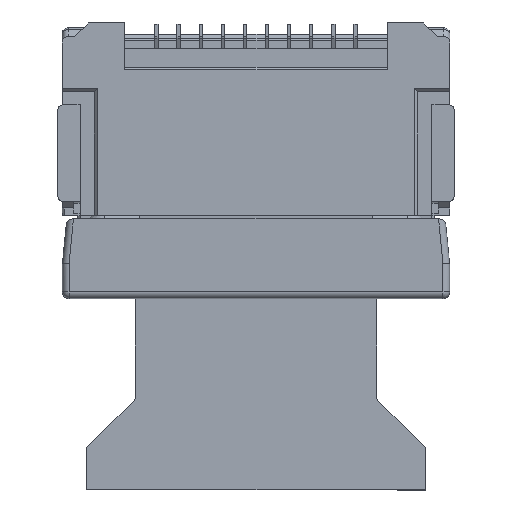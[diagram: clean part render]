
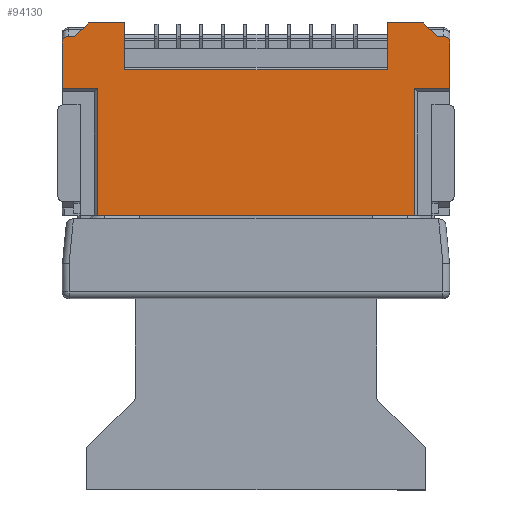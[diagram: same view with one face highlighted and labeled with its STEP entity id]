
A CAD part, top view. The second image highlights one B-rep face of the part: STEP entity #94130.
In plain terms, the highlighted face is planar.
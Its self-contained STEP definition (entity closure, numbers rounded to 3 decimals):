
#92130=CARTESIAN_POINT('',(89.67,-45.971,
-6.13));
#92140=VERTEX_POINT('',#92130);
#92170=CARTESIAN_POINT('',(88.07,-45.971,
-6.13));
#92180=DIRECTION('',(1.,0.,0.));
#92190=VECTOR('',#92180,1.);
#92200=LINE('',#92170,#92190);
#92210=CARTESIAN_POINT('',(88.07,-45.971,
-6.13));
#92220=VERTEX_POINT('',#92210);
#92230=EDGE_CURVE('',#92220,#92140,#92200,.T.);
#92390=CARTESIAN_POINT('',(88.07,-45.971,
-6.13));
#92400=DIRECTION('',(0.,-1.,0.));
#92410=VECTOR('',#92400,1.);
#92420=LINE('',#92390,#92410);
#92430=CARTESIAN_POINT('',(88.07,-51.721,
-6.13));
#92440=VERTEX_POINT('',#92430);
#92450=EDGE_CURVE('',#92220,#92440,#92420,.T.);
#92580=CARTESIAN_POINT('',(77.655,-45.881,
-6.13));
#92590=DIRECTION('',(0.,0.,-1.));
#92600=DIRECTION('',(1.,0.,0.));
#92610=AXIS2_PLACEMENT_3D('',#92580,#92590,#92600);
#92620=PLANE('',#92610);
#92630=ORIENTED_EDGE('',*,*,#92450,.T.);
#92640=ORIENTED_EDGE('',*,*,#92230,.F.);
#92650=CARTESIAN_POINT('',(89.67,-43.921,
-6.13));
#92660=DIRECTION('',(0.,-1.,0.));
#92670=VECTOR('',#92660,1.);
#92680=LINE('',#92650,#92670);
#92690=CARTESIAN_POINT('',(89.67,-43.921,
-6.13));
#92700=VERTEX_POINT('',#92690);
#92710=EDGE_CURVE('',#92700,#92140,#92680,.T.);
#92720=ORIENTED_EDGE('',*,*,#92710,.T.);
#92730=CARTESIAN_POINT('',(89.37,-43.921,
-6.13));
#92740=DIRECTION('',(0.,0.,-1.));
#92750=DIRECTION('',(0.,1.,0.));
#92760=AXIS2_PLACEMENT_3D('',#92730,#92740,#92750);
#92770=CIRCLE('',#92760,0.3);
#92780=CARTESIAN_POINT('',(89.37,-43.621,
-6.13));
#92790=VERTEX_POINT('',#92780);
#92800=EDGE_CURVE('',#92790,#92700,#92770,.T.);
#92810=ORIENTED_EDGE('',*,*,#92800,.T.);
#92820=CARTESIAN_POINT('',(89.095,-43.621,
-6.13));
#92830=DIRECTION('',(1.,0.,0.));
#92840=VECTOR('',#92830,1.);
#92850=LINE('',#92820,#92840);
#92860=CARTESIAN_POINT('',(89.095,-43.621,
-6.13));
#92870=VERTEX_POINT('',#92860);
#92880=EDGE_CURVE('',#92870,#92790,#92850,.T.);
#92890=ORIENTED_EDGE('',*,*,#92880,.T.);
#92900=CARTESIAN_POINT('',(88.489,-43.015,
-6.13));
#92910=DIRECTION('',(0.707,-0.707,
0.));
#92920=VECTOR('',#92910,1.);
#92930=LINE('',#92900,#92920);
#92940=CARTESIAN_POINT('',(88.489,-43.015,
-6.13));
#92950=VERTEX_POINT('',#92940);
#92960=EDGE_CURVE('',#92950,#92870,#92930,.T.);
#92970=ORIENTED_EDGE('',*,*,#92960,.T.);
#92980=CARTESIAN_POINT('',(88.383,-43.121,
-6.13));
#92990=DIRECTION('',(0.,0.,-1.));
#93000=DIRECTION('',(0.,1.,0.));
#93010=AXIS2_PLACEMENT_3D('',#92980,#92990,#93000);
#93020=CIRCLE('',#93010,0.15);
#93030=CARTESIAN_POINT('',(88.383,-42.971,
-6.13));
#93040=VERTEX_POINT('',#93030);
#93050=EDGE_CURVE('',#93040,#92950,#93020,.T.);
#93060=ORIENTED_EDGE('',*,*,#93050,.T.);
#93070=CARTESIAN_POINT('',(86.83,-42.971,
-6.13));
#93080=DIRECTION('',(1.,0.,0.));
#93090=VECTOR('',#93080,1.);
#93100=LINE('',#93070,#93090);
#93110=CARTESIAN_POINT('',(86.83,-42.971,
-6.13));
#93120=VERTEX_POINT('',#93110);
#93130=EDGE_CURVE('',#93120,#93040,#93100,.T.);
#93140=ORIENTED_EDGE('',*,*,#93130,.T.);
#93150=CARTESIAN_POINT('',(86.83,-42.971,
-6.13));
#93160=DIRECTION('',(0.,-1.,0.));
#93170=VECTOR('',#93160,1.);
#93180=LINE('',#93150,#93170);
#93190=CARTESIAN_POINT('',(86.83,-45.121,
-6.13));
#93200=VERTEX_POINT('',#93190);
#93210=EDGE_CURVE('',#93120,#93200,#93180,.T.);
#93220=ORIENTED_EDGE('',*,*,#93210,.F.);
#93230=CARTESIAN_POINT('',(74.98,-45.121,
-6.13));
#93240=DIRECTION('',(1.,0.,0.));
#93250=VECTOR('',#93240,1.);
#93260=LINE('',#93230,#93250);
#93270=CARTESIAN_POINT('',(74.98,-45.121,
-6.13));
#93280=VERTEX_POINT('',#93270);
#93290=EDGE_CURVE('',#93280,#93200,#93260,.T.);
#93300=ORIENTED_EDGE('',*,*,#93290,.T.);
#93310=CARTESIAN_POINT('',(74.98,-42.971,
-6.13));
#93320=DIRECTION('',(0.,-1.,0.));
#93330=VECTOR('',#93320,1.);
#93340=LINE('',#93310,#93330);
#93350=CARTESIAN_POINT('',(74.98,-42.971,
-6.13));
#93360=VERTEX_POINT('',#93350);
#93370=EDGE_CURVE('',#93360,#93280,#93340,.T.);
#93380=ORIENTED_EDGE('',*,*,#93370,.T.);
#93390=CARTESIAN_POINT('',(74.98,-42.971,
-6.13));
#93400=DIRECTION('',(-1.,0.,0.));
#93410=VECTOR('',#93400,1.);
#93420=LINE('',#93390,#93410);
#93430=CARTESIAN_POINT('',(73.427,-42.971,
-6.13));
#93440=VERTEX_POINT('',#93430);
#93450=EDGE_CURVE('',#93360,#93440,#93420,.T.);
#93460=ORIENTED_EDGE('',*,*,#93450,.F.);
#93470=CARTESIAN_POINT('',(73.427,-43.121,
-6.13));
#93480=DIRECTION('',(0.,0.,-1.));
#93490=DIRECTION('',(-0.707,0.707,
0.));
#93500=AXIS2_PLACEMENT_3D('',#93470,#93480,#93490);
#93510=CIRCLE('',#93500,0.15);
#93520=CARTESIAN_POINT('',(73.321,-43.015,
-6.13));
#93530=VERTEX_POINT('',#93520);
#93540=EDGE_CURVE('',#93530,#93440,#93510,.T.);
#93550=ORIENTED_EDGE('',*,*,#93540,.T.);
#93560=CARTESIAN_POINT('',(72.715,-43.621,
-6.13));
#93570=DIRECTION('',(0.707,0.707,
0.));
#93580=VECTOR('',#93570,1.);
#93590=LINE('',#93560,#93580);
#93600=CARTESIAN_POINT('',(72.715,-43.621,
-6.13));
#93610=VERTEX_POINT('',#93600);
#93620=EDGE_CURVE('',#93610,#93530,#93590,.T.);
#93630=ORIENTED_EDGE('',*,*,#93620,.T.);
#93640=CARTESIAN_POINT('',(72.715,-43.621,
-6.13));
#93650=DIRECTION('',(-1.,0.,0.));
#93660=VECTOR('',#93650,1.);
#93670=LINE('',#93640,#93660);
#93680=CARTESIAN_POINT('',(72.44,-43.621,
-6.13));
#93690=VERTEX_POINT('',#93680);
#93700=EDGE_CURVE('',#93610,#93690,#93670,.T.);
#93710=ORIENTED_EDGE('',*,*,#93700,.F.);
#93720=CARTESIAN_POINT('',(72.44,-43.921,
-6.13));
#93730=DIRECTION('',(0.,0.,-1.));
#93740=DIRECTION('',(-1.,0.,0.));
#93750=AXIS2_PLACEMENT_3D('',#93720,#93730,#93740);
#93760=CIRCLE('',#93750,0.3);
#93770=CARTESIAN_POINT('',(72.14,-43.921,
-6.13));
#93780=VERTEX_POINT('',#93770);
#93790=EDGE_CURVE('',#93780,#93690,#93760,.T.);
#93800=ORIENTED_EDGE('',*,*,#93790,.T.);
#93810=CARTESIAN_POINT('',(72.14,-43.921,
-6.13));
#93820=DIRECTION('',(0.,-1.,0.));
#93830=VECTOR('',#93820,1.);
#93840=LINE('',#93810,#93830);
#93850=CARTESIAN_POINT('',(72.14,-45.971,
-6.13));
#93860=VERTEX_POINT('',#93850);
#93870=EDGE_CURVE('',#93780,#93860,#93840,.T.);
#93880=ORIENTED_EDGE('',*,*,#93870,.F.);
#93890=CARTESIAN_POINT('',(73.74,-45.971,
-6.13));
#93900=DIRECTION('',(-1.,0.,0.));
#93910=VECTOR('',#93900,1.);
#93920=LINE('',#93890,#93910);
#93930=CARTESIAN_POINT('',(73.74,-45.971,
-6.13));
#93940=VERTEX_POINT('',#93930);
#93950=EDGE_CURVE('',#93940,#93860,#93920,.T.);
#93960=ORIENTED_EDGE('',*,*,#93950,.T.);
#93970=CARTESIAN_POINT('',(73.74,-45.971,
-6.13));
#93980=DIRECTION('',(0.,-1.,0.));
#93990=VECTOR('',#93980,1.);
#94000=LINE('',#93970,#93990);
#94010=CARTESIAN_POINT('',(73.74,-51.721,
-6.13));
#94020=VERTEX_POINT('',#94010);
#94030=EDGE_CURVE('',#93940,#94020,#94000,.T.);
#94040=ORIENTED_EDGE('',*,*,#94030,.F.);
#94050=CARTESIAN_POINT('',(88.07,-51.721,
-6.13));
#94060=DIRECTION('',(-1.,0.,0.));
#94070=VECTOR('',#94060,1.);
#94080=LINE('',#94050,#94070);
#94090=EDGE_CURVE('',#92440,#94020,#94080,.T.);
#94100=ORIENTED_EDGE('',*,*,#94090,.T.);
#94110=EDGE_LOOP('',(#94100,#94040,#93960,#93880,#93800,#93710,#93630,
#93550,#93460,#93380,#93300,#93220,#93140,#93060,#92970,#92890,#92810,
#92720,#92640,#92630));
#94120=FACE_OUTER_BOUND('',#94110,.T.);
#94130=ADVANCED_FACE('',(#94120),#92620,.T.);
